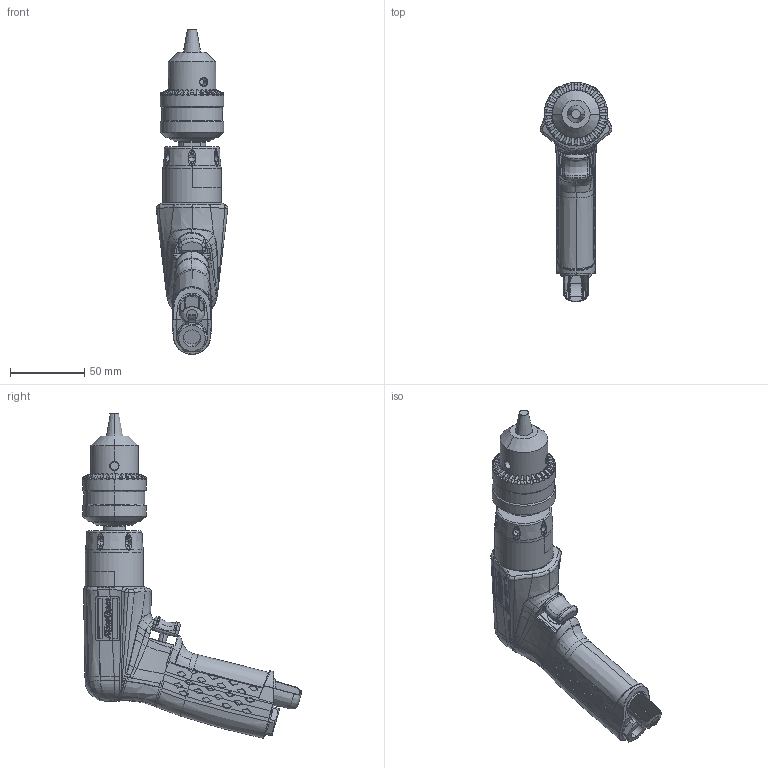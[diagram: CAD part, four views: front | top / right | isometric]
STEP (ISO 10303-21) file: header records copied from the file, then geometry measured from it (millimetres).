
FILE_DESCRIPTION((''),'2;1');
FILE_NAME('EXT_COMP_SW0001','2023-04-09T17:10:09',('INEdipo'),(''),'CREO PARAMETRIC BY PTC INC, 2020281','CREO PARAMETRIC BY PTC INC, 2020281','');
FILE_SCHEMA(('CONFIG_CONTROL_DESIGN'));
Length unit declared in the file: inch
Products named in the file (1): EXT_COMP_SW0001
Bounding box: 48.08 x 146.97 x 218.11 mm (x, y, z)
Volume: 272726.8 mm3; surface area: 81388.2 mm2
Topology: 1 solids, 2 shells, 3310 faces, 8336 edges, 5014 vertices
Faces by surface type: bspline 2197, plane 389, extrusion 236, cylinder 203, sphere 150, cone 87, torus 48
Entity records: 161838 total; most frequent: CARTESIAN_POINT 102525, ORIENTED_EDGE 16596, EDGE_CURVE 8298, B_SPLINE_CURVE_WITH_KNOTS 6473, VERTEX_POINT 5014, DIRECTION 4742, EDGE_LOOP 3346, FACE_OUTER_BOUND 3310
